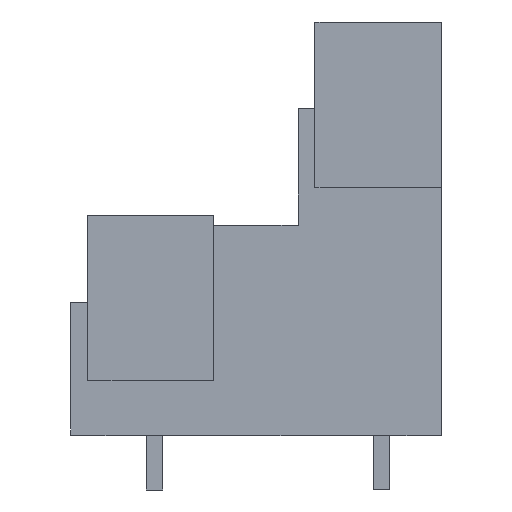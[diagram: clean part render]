
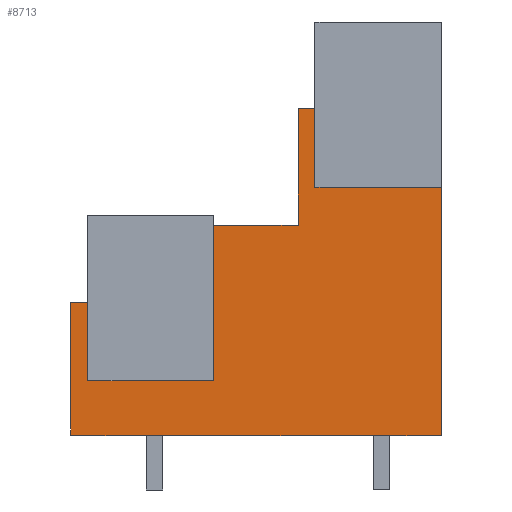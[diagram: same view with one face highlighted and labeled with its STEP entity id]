
A CAD part, left-side view. The second image highlights one B-rep face of the part: STEP entity #8713.
In plain terms, the highlighted planar face has unit normal (-1, 0, 0).
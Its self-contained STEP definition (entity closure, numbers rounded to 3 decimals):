
#8598=AXIS2_PLACEMENT_3D('Plane Axis2P3D',#8595,#8596,#8597) ;
#7197=CARTESIAN_POINT('Vertex',(0.7,7.5,22.6)) ;
#7200=CARTESIAN_POINT('Line Origine',(0.7,7.5,20.275)) ;
#7204=CARTESIAN_POINT('Vertex',(0.7,7.5,17.95)) ;
#7534=CARTESIAN_POINT('Vertex',(0.7,0.,17.95)) ;
#7537=CARTESIAN_POINT('Line Origine',(0.7,0.,10.575)) ;
#7541=CARTESIAN_POINT('Vertex',(0.7,0.,3.2)) ;
#8579=CARTESIAN_POINT('Vertex',(0.7,8.5,22.6)) ;
#8582=CARTESIAN_POINT('Line Origine',(0.7,8.,22.6)) ;
#8595=CARTESIAN_POINT('Axis2P3D Location',(0.7,0.,3.6)) ;
#8600=CARTESIAN_POINT('Line Origine',(0.7,17.,3.2)) ;
#8604=CARTESIAN_POINT('Vertex',(0.7,15.,3.2)) ;
#8606=CARTESIAN_POINT('Vertex',(0.7,19.,3.2)) ;
#8609=CARTESIAN_POINT('Line Origine',(0.7,10.5,3.2)) ;
#8613=CARTESIAN_POINT('Vertex',(0.7,6.,3.2)) ;
#8616=CARTESIAN_POINT('Line Origine',(0.7,4.5,3.2)) ;
#8620=CARTESIAN_POINT('Vertex',(0.7,3.,3.2)) ;
#8623=CARTESIAN_POINT('Line Origine',(0.7,1.5,3.2)) ;
#8628=CARTESIAN_POINT('Line Origine',(0.7,3.75,17.95)) ;
#8633=CARTESIAN_POINT('Line Origine',(0.7,8.5,19.15)) ;
#8637=CARTESIAN_POINT('Vertex',(0.7,8.5,15.7)) ;
#8640=CARTESIAN_POINT('Line Origine',(0.7,11.013,15.7)) ;
#8644=CARTESIAN_POINT('Vertex',(0.7,13.525,15.7)) ;
#8647=CARTESIAN_POINT('Line Origine',(0.7,13.525,11.075)) ;
#8651=CARTESIAN_POINT('Vertex',(0.7,13.525,6.45)) ;
#8654=CARTESIAN_POINT('Line Origine',(0.7,17.25,6.45)) ;
#8658=CARTESIAN_POINT('Vertex',(0.7,20.975,6.45)) ;
#8661=CARTESIAN_POINT('Line Origine',(0.7,20.975,8.775)) ;
#8665=CARTESIAN_POINT('Vertex',(0.7,20.975,11.1)) ;
#8668=CARTESIAN_POINT('Line Origine',(0.7,21.487,11.1)) ;
#8672=CARTESIAN_POINT('Vertex',(0.7,22.,11.1)) ;
#8675=CARTESIAN_POINT('Line Origine',(0.7,22.,7.35)) ;
#8679=CARTESIAN_POINT('Vertex',(0.7,22.,3.6)) ;
#8682=CARTESIAN_POINT('Line Origine',(0.7,22.,3.4)) ;
#8686=CARTESIAN_POINT('Vertex',(0.7,22.,3.2)) ;
#8689=CARTESIAN_POINT('Line Origine',(0.7,20.5,3.2)) ;
#7201=DIRECTION('Vector Direction',(0.,0.,-1.)) ;
#7538=DIRECTION('Vector Direction',(0.,0.,1.)) ;
#8583=DIRECTION('Vector Direction',(0.,1.,0.)) ;
#8596=DIRECTION('Axis2P3D Direction',(-1.,0.,0.)) ;
#8597=DIRECTION('Axis2P3D XDirection',(0.,0.,-1.)) ;
#8601=DIRECTION('Vector Direction',(0.,-1.,0.)) ;
#8610=DIRECTION('Vector Direction',(0.,-1.,0.)) ;
#8617=DIRECTION('Vector Direction',(0.,-1.,0.)) ;
#8624=DIRECTION('Vector Direction',(0.,-1.,0.)) ;
#8629=DIRECTION('Vector Direction',(0.,-1.,0.)) ;
#8634=DIRECTION('Vector Direction',(0.,0.,-1.)) ;
#8641=DIRECTION('Vector Direction',(0.,1.,0.)) ;
#8648=DIRECTION('Vector Direction',(0.,0.,-1.)) ;
#8655=DIRECTION('Vector Direction',(0.,-1.,0.)) ;
#8662=DIRECTION('Vector Direction',(0.,0.,-1.)) ;
#8669=DIRECTION('Vector Direction',(0.,1.,0.)) ;
#8676=DIRECTION('Vector Direction',(0.,0.,1.)) ;
#8683=DIRECTION('Vector Direction',(0.,0.,-1.)) ;
#8690=DIRECTION('Vector Direction',(0.,-1.,0.)) ;
#7202=VECTOR('Line Direction',#7201,1.) ;
#7539=VECTOR('Line Direction',#7538,1.) ;
#8584=VECTOR('Line Direction',#8583,1.) ;
#8602=VECTOR('Line Direction',#8601,1.) ;
#8611=VECTOR('Line Direction',#8610,1.) ;
#8618=VECTOR('Line Direction',#8617,1.) ;
#8625=VECTOR('Line Direction',#8624,1.) ;
#8630=VECTOR('Line Direction',#8629,1.) ;
#8635=VECTOR('Line Direction',#8634,1.) ;
#8642=VECTOR('Line Direction',#8641,1.) ;
#8649=VECTOR('Line Direction',#8648,1.) ;
#8656=VECTOR('Line Direction',#8655,1.) ;
#8663=VECTOR('Line Direction',#8662,1.) ;
#8670=VECTOR('Line Direction',#8669,1.) ;
#8677=VECTOR('Line Direction',#8676,1.) ;
#8684=VECTOR('Line Direction',#8683,1.) ;
#8691=VECTOR('Line Direction',#8690,1.) ;
#8695=ORIENTED_EDGE('',*,*,#8608,.F.) ;
#8696=ORIENTED_EDGE('',*,*,#8615,.T.) ;
#8697=ORIENTED_EDGE('',*,*,#8622,.F.) ;
#8698=ORIENTED_EDGE('',*,*,#8627,.T.) ;
#8699=ORIENTED_EDGE('',*,*,#7543,.T.) ;
#8700=ORIENTED_EDGE('',*,*,#8632,.F.) ;
#8701=ORIENTED_EDGE('',*,*,#7206,.F.) ;
#8702=ORIENTED_EDGE('',*,*,#8586,.T.) ;
#8703=ORIENTED_EDGE('',*,*,#8639,.T.) ;
#8704=ORIENTED_EDGE('',*,*,#8646,.T.) ;
#8705=ORIENTED_EDGE('',*,*,#8653,.T.) ;
#8706=ORIENTED_EDGE('',*,*,#8660,.F.) ;
#8707=ORIENTED_EDGE('',*,*,#8667,.F.) ;
#8708=ORIENTED_EDGE('',*,*,#8674,.T.) ;
#8709=ORIENTED_EDGE('',*,*,#8681,.F.) ;
#8710=ORIENTED_EDGE('',*,*,#8688,.F.) ;
#8711=ORIENTED_EDGE('',*,*,#8693,.T.) ;
#8713=ADVANCED_FACE('Model',(#8712),#8599,.T.) ;
#7206=EDGE_CURVE('',#7198,#7205,#7203,.T.) ;
#7543=EDGE_CURVE('',#7542,#7535,#7540,.T.) ;
#8586=EDGE_CURVE('',#7198,#8580,#8585,.T.) ;
#8608=EDGE_CURVE('',#8605,#8607,#8603,.F.) ;
#8615=EDGE_CURVE('',#8605,#8614,#8612,.T.) ;
#8622=EDGE_CURVE('',#8621,#8614,#8619,.F.) ;
#8627=EDGE_CURVE('',#8621,#7542,#8626,.T.) ;
#8632=EDGE_CURVE('',#7205,#7535,#8631,.T.) ;
#8639=EDGE_CURVE('',#8580,#8638,#8636,.T.) ;
#8646=EDGE_CURVE('',#8638,#8645,#8643,.T.) ;
#8653=EDGE_CURVE('',#8645,#8652,#8650,.T.) ;
#8660=EDGE_CURVE('',#8659,#8652,#8657,.T.) ;
#8667=EDGE_CURVE('',#8666,#8659,#8664,.T.) ;
#8674=EDGE_CURVE('',#8666,#8673,#8671,.T.) ;
#8681=EDGE_CURVE('',#8680,#8673,#8678,.T.) ;
#8688=EDGE_CURVE('',#8687,#8680,#8685,.F.) ;
#8693=EDGE_CURVE('',#8687,#8607,#8692,.T.) ;
#8694=EDGE_LOOP('',(#8695,#8696,#8697,#8698,#8699,#8700,#8701,#8702,#8703,#8704,#8705,#8706,#8707,#8708,#8709,#8710,#8711)) ;
#8712=FACE_OUTER_BOUND('',#8694,.T.) ;
#7203=LINE('Line',#7200,#7202) ;
#7540=LINE('Line',#7537,#7539) ;
#8585=LINE('Line',#8582,#8584) ;
#8603=LINE('Line',#8600,#8602) ;
#8612=LINE('Line',#8609,#8611) ;
#8619=LINE('Line',#8616,#8618) ;
#8626=LINE('Line',#8623,#8625) ;
#8631=LINE('Line',#8628,#8630) ;
#8636=LINE('Line',#8633,#8635) ;
#8643=LINE('Line',#8640,#8642) ;
#8650=LINE('Line',#8647,#8649) ;
#8657=LINE('Line',#8654,#8656) ;
#8664=LINE('Line',#8661,#8663) ;
#8671=LINE('Line',#8668,#8670) ;
#8678=LINE('Line',#8675,#8677) ;
#8685=LINE('Line',#8682,#8684) ;
#8692=LINE('Line',#8689,#8691) ;
#8599=PLANE('',#8598) ;
#7198=VERTEX_POINT('',#7197) ;
#7205=VERTEX_POINT('',#7204) ;
#7535=VERTEX_POINT('',#7534) ;
#7542=VERTEX_POINT('',#7541) ;
#8580=VERTEX_POINT('',#8579) ;
#8605=VERTEX_POINT('',#8604) ;
#8607=VERTEX_POINT('',#8606) ;
#8614=VERTEX_POINT('',#8613) ;
#8621=VERTEX_POINT('',#8620) ;
#8638=VERTEX_POINT('',#8637) ;
#8645=VERTEX_POINT('',#8644) ;
#8652=VERTEX_POINT('',#8651) ;
#8659=VERTEX_POINT('',#8658) ;
#8666=VERTEX_POINT('',#8665) ;
#8673=VERTEX_POINT('',#8672) ;
#8680=VERTEX_POINT('',#8679) ;
#8687=VERTEX_POINT('',#8686) ;
